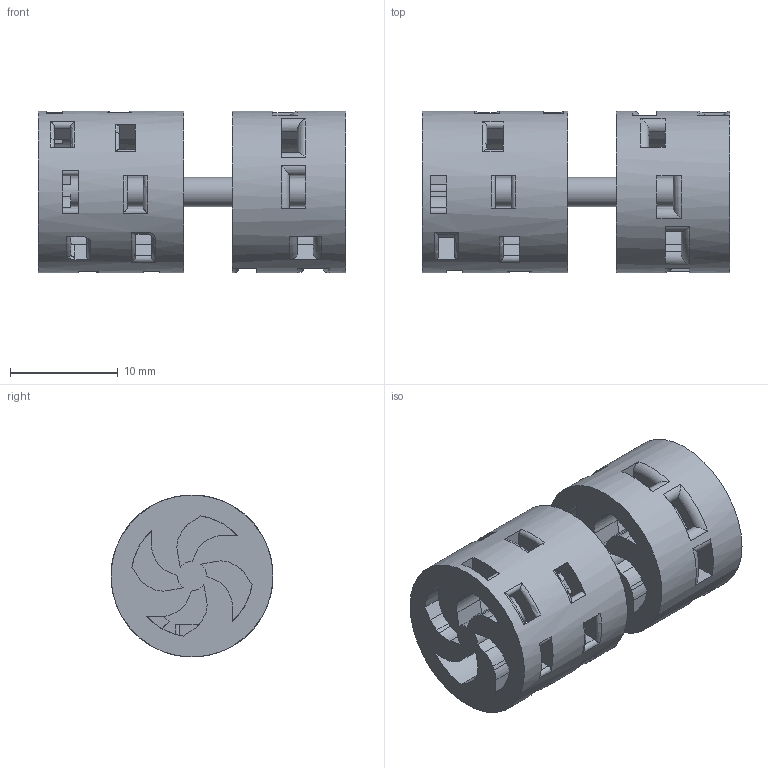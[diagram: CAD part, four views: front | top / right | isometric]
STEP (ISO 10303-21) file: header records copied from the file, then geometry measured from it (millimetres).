
FILE_DESCRIPTION(/* description */ (''),/* implementation_level */ '2;1');
FILE_NAME(/* name */ 'Spinny Wheel.step',/* time_stamp */ '2025-06-13T21:34:09+12:00',/* author */ (''),/* organization */ (''),/* preprocessor_version */ 'ST-DEVELOPER v20.1',/* originating_system */ 'Autodesk Translation Framework v14.10.0.0',/* authorisation */ '');
FILE_SCHEMA (('AUTOMOTIVE_DESIGN { 1 0 10303 214 3 1 1 }'));
Length unit declared in the file: millimetre
Products named in the file (1): Spinny Wheel
Bounding box: 28.5 x 15 x 15 mm (x, y, z)
Volume: 2321.9 mm3; surface area: 3404.1 mm2
Topology: 1 solids, 1 shells, 377 faces, 1216 edges, 803 vertices
Faces by surface type: plane 232, cylinder 108, torus 32, bspline 5
Full cylindrical faces by diameter (mm): 2.7 x1, 11.25 x2, 15 x2
Entity records: 14528 total; most frequent: CARTESIAN_POINT 3381, ORIENTED_EDGE 2432, DIRECTION 2322, EDGE_CURVE 1216, AXIS2_PLACEMENT_3D 808, VERTEX_POINT 803, LINE 706, VECTOR 706
